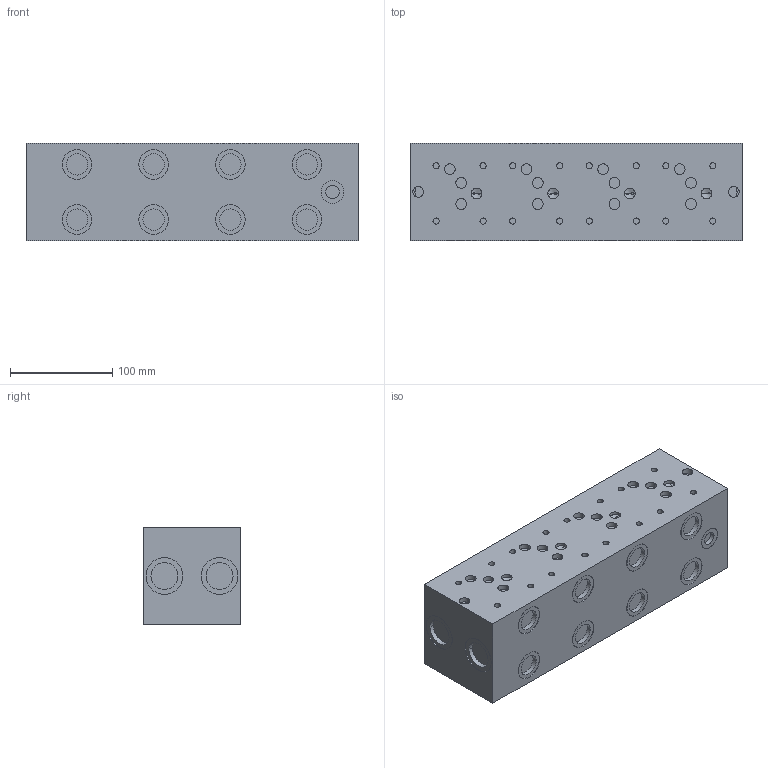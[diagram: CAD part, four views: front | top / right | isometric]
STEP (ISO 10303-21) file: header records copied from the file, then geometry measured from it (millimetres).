
FILE_DESCRIPTION( ( 'STEP AP214' ), '1' );
FILE_NAME( 'tmp0.step', '2010-03-06T10:58:24', ( ' ' ), ( ' ' ), 'XStep 1.0', ' ', ' ' );
FILE_SCHEMA( ( 'automotive_design' ) );
Length unit declared in the file: millimetre
Products named in the file (1): 1
Bounding box: 325 x 95 x 95 mm (x, y, z)
Volume: 2895206.3 mm3; surface area: 151660.5 mm2
Topology: 1 solids, 1 shells, 200 faces, 424 edges, 276 vertices
Faces by surface type: cylinder 124, plane 68, cone 8
Entity records: 10537 total; most frequent: DIRECTION 1074, STYLED_ITEM 893, PRESENTATION_STYLE_ASSIGNMENT 893, CARTESIAN_POINT 893, COLOUR_RGB 893, ORIENTED_EDGE 832, AXIS2_PLACEMENT_3D 457, EDGE_CURVE 416
